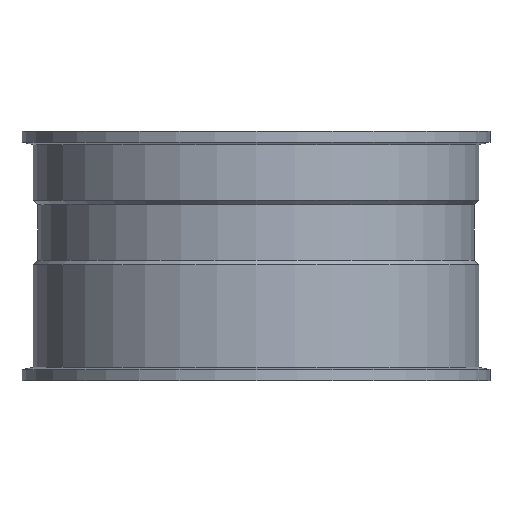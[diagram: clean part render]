
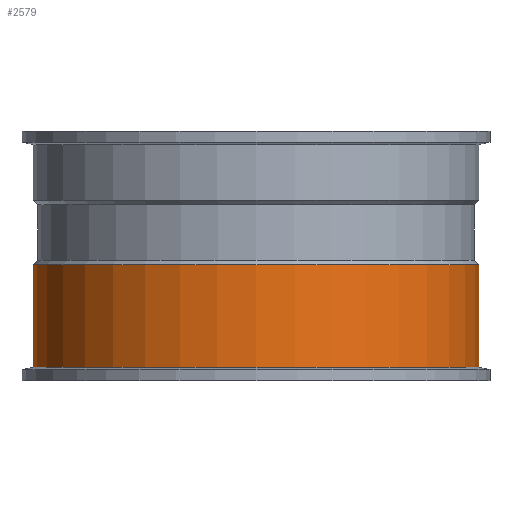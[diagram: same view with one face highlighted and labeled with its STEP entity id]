
A CAD part, front view. The second image highlights one B-rep face of the part: STEP entity #2579.
In plain terms, the highlighted cylindrical face has radius 241.3 mm (diameter 482.6 mm), a full revolution.
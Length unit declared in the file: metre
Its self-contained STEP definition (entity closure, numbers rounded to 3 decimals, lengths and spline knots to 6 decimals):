
#10 = CARTESIAN_POINT('NONE', (0.2413, 0., -0.016054));
#11 = VERTEX_POINT('NONE', #10);
#12 = CARTESIAN_POINT('NONE', (0.2413, 0., -0.127052));
#13 = VERTEX_POINT('NONE', #12);
#347 = DIRECTION('NONE', (1, 0., -0));
#348 = DIRECTION('NONE', (0, 0, 1));
#349 = CARTESIAN_POINT('NONE', (0., 0., -0.016054));
#350 = AXIS2_PLACEMENT_3D('NONE', #349, #348, #347);
#351 = CIRCLE('NONE', #350, 0.2413);
#356 = DIRECTION('NONE', (1, 0., -0));
#357 = DIRECTION('NONE', (0, 0, 1));
#358 = CARTESIAN_POINT('NONE', (0., 0., -0.127052));
#359 = AXIS2_PLACEMENT_3D('NONE', #358, #357, #356);
#360 = CIRCLE('NONE', #359, 0.2413);
#1433 = EDGE_CURVE('NONE', #11, #11, #351, .T.);
#1435 = EDGE_CURVE('NONE', #13, #13, #360, .T.);
#1724 = CARTESIAN_POINT('NONE', (0., 0., -0.071553));
#1725 = DIRECTION('NONE', (-0, 0, -1));
#1726 = DIRECTION('NONE', (1, 0., -0));
#1727 = AXIS2_PLACEMENT_3D('NONE', #1724, #1725, #1726);
#1728 = CYLINDRICAL_SURFACE('NONE', #1727, 0.2413);
#2573 = ORIENTED_EDGE('NONE', *, *, #1433, .F.);
#2574 = ORIENTED_EDGE('NONE', *, *, #1435, .T.);
#2575 = EDGE_LOOP('NONE', (#2573));
#2576 = FACE_BOUND('NONE', #2575, .T.);
#2577 = EDGE_LOOP('NONE', (#2574));
#2578 = FACE_BOUND('NONE', #2577, .T.);
#2579 = ADVANCED_FACE('NONE', (#2576, #2578), #1728, .T.);
